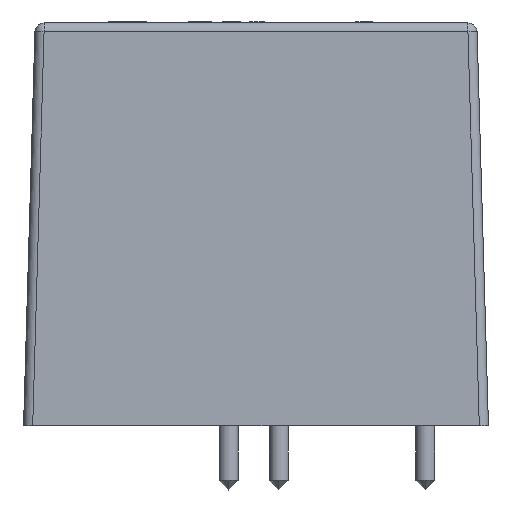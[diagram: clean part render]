
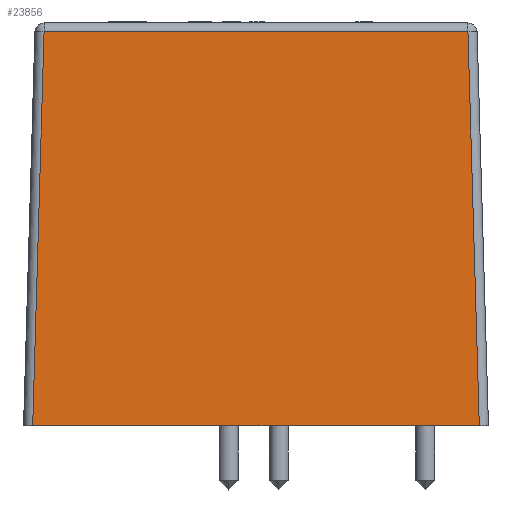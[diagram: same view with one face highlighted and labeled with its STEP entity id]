
A CAD part, left-side view. The second image highlights one B-rep face of the part: STEP entity #23856.
In plain terms, the highlighted face is planar.
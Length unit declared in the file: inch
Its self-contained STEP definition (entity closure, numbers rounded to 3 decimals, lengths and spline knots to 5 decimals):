
#2885=FACE_OUTER_BOUND('',#4316,.T.);
#4316=EDGE_LOOP('',(#21624,#21625,#21626,#21627));
#6825=LINE('',#40825,#9340);
#6827=LINE('',#40828,#9342);
#6829=LINE('',#40834,#9344);
#6833=LINE('',#40842,#9348);
#9340=VECTOR('',#29076,39.37008);
#9342=VECTOR('',#29080,39.37008);
#9344=VECTOR('',#29086,39.37008);
#9348=VECTOR('',#29098,39.37008);
#11579=VERTEX_POINT('',#40785);
#11583=VERTEX_POINT('',#40798);
#11590=VERTEX_POINT('',#40823);
#11591=VERTEX_POINT('',#40830);
#14938=EDGE_CURVE('',#11590,#11579,#6825,.T.);
#14940=EDGE_CURVE('',#11579,#11583,#6827,.T.);
#14943=EDGE_CURVE('',#11583,#11591,#6829,.T.);
#14947=EDGE_CURVE('',#11591,#11590,#6833,.T.);
#21624=ORIENTED_EDGE('',*,*,#14943,.F.);
#21625=ORIENTED_EDGE('',*,*,#14940,.F.);
#21626=ORIENTED_EDGE('',*,*,#14938,.F.);
#21627=ORIENTED_EDGE('',*,*,#14947,.F.);
#22580=PLANE('',#24798);
#23856=ADVANCED_FACE('',(#2885),#22580,.F.);
#24798=AXIS2_PLACEMENT_3D('',#40841,#29096,#29097);
#29076=DIRECTION('',(0.029,0.029,0.999));
#29080=DIRECTION('',(1.,-0.001,0.));
#29086=DIRECTION('',(0.029,-0.029,-0.999));
#29096=DIRECTION('center_axis',(0.001,1.,-0.029));
#29097=DIRECTION('ref_axis',(0.,0.029,1.));
#29098=DIRECTION('',(-1.,0.001,0.));
#40785=CARTESIAN_POINT('',(-0.4677,-0.91517,0.84702));
#40798=CARTESIAN_POINT('',(0.44405,-0.91593,0.84702));
#40823=CARTESIAN_POINT('',(-0.49215,-0.93954,0.));
#40825=CARTESIAN_POINT('',(-0.49215,-0.93954,0.));
#40828=CARTESIAN_POINT('',(-0.4677,-0.91517,0.84702));
#40830=CARTESIAN_POINT('',(0.4685,-0.94034,0.));
#40834=CARTESIAN_POINT('',(0.44405,-0.91593,0.84702));
#40841=CARTESIAN_POINT('Origin',(0.45183,-0.90405,1.25968));
#40842=CARTESIAN_POINT('',(0.4685,-0.94034,0.));
